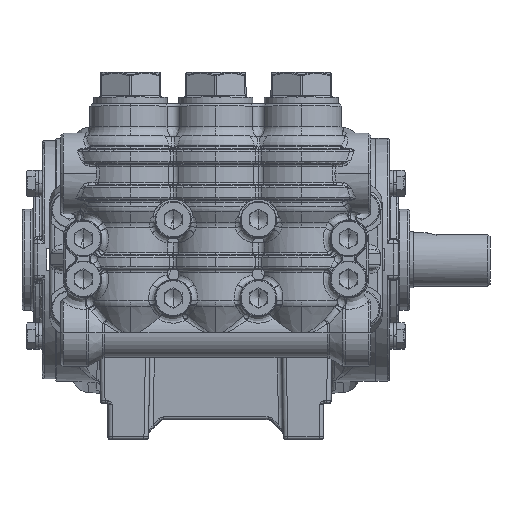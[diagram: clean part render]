
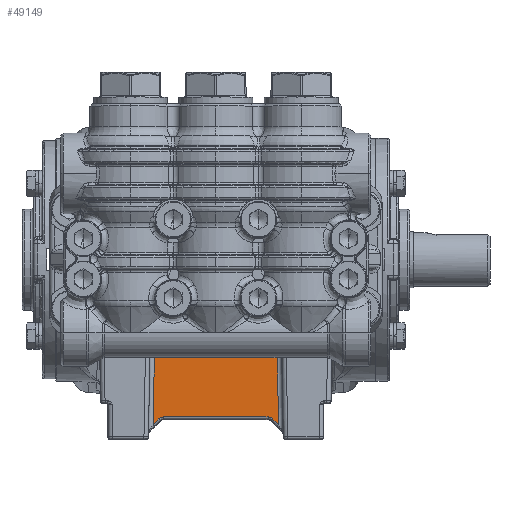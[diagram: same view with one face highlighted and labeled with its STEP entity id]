
A CAD part, top view. The second image highlights one B-rep face of the part: STEP entity #49149.
In plain terms, the highlighted planar face has unit normal (0, -0.018, 1).
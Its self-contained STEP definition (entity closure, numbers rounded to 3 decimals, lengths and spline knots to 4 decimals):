
#1681 = CARTESIAN_POINT ( 'NONE',  ( 1.0979, -2.8954, 4.2958 ) ) ;
#4489 = DIRECTION ( 'NONE',  ( 0.017, 1., 0.017 ) ) ;
#5697 = CARTESIAN_POINT ( 'NONE',  ( -1.0979, -2.8954, 4.2958 ) ) ;
#6237 = CARTESIAN_POINT ( 'NONE',  ( 0.914, -2.7604, 4.2981 ) ) ;
#9732 = DIRECTION ( 'NONE',  ( 0.707, -0.707, -0.012 ) ) ;
#10695 = CARTESIAN_POINT ( 'NONE',  ( -1.1264, -2.9239, 4.2953 ) ) ;
#10830 = DIRECTION ( 'NONE',  ( 0., -0.017, 1. ) ) ;
#12111 = VERTEX_POINT ( 'NONE', #35244 ) ;
#14149 = EDGE_CURVE ( 'NONE', #50547, #12111, #39299, .T. ) ;
#15045 =( BOUNDED_CURVE ( )  B_SPLINE_CURVE ( 3, ( #6237, #153907, #82836, #135574 ),
 .UNSPECIFIED., .F., .T. ) 
 B_SPLINE_CURVE_WITH_KNOTS ( ( 4, 4 ),
 ( 0., 0.7854 ),
 .UNSPECIFIED. ) 
 CURVE ( )  GEOMETRIC_REPRESENTATION_ITEM ( )  RATIONAL_B_SPLINE_CURVE ( ( 1., 0.949, 0.949, 1. ) ) 
 REPRESENTATION_ITEM ( '' )  );
#18073 = CARTESIAN_POINT ( 'NONE',  ( 1.0763, -1.6536, 4.3175 ) ) ;
#19204 = CARTESIAN_POINT ( 'NONE',  ( 0.3589, -1.6762, 4.3171 ) ) ;
#21015 = ORIENTED_EDGE ( 'NONE', *, *, #84483, .T. ) ;
#22117 = VERTEX_POINT ( 'NONE', #81484 ) ;
#22961 = CARTESIAN_POINT ( 'NONE',  ( 0.914, -2.7604, 4.2981 ) ) ;
#23374 = CARTESIAN_POINT ( 'NONE',  ( -0.9751, -2.7726, 4.2979 ) ) ;
#30896 = CARTESIAN_POINT ( 'NONE',  ( -1.0751, -1.5883, 4.3186 ) ) ;
#34077 = DIRECTION ( 'NONE',  ( 1., 0., 0. ) ) ;
#34476 = CARTESIAN_POINT ( 'NONE',  ( 0., -1.6762, 4.3171 ) ) ;
#35244 = CARTESIAN_POINT ( 'NONE',  ( -0.9976, -2.795, 4.2975 ) ) ;
#35747 = VERTEX_POINT ( 'NONE', #139555 ) ;
#38582 = ORIENTED_EDGE ( 'NONE', *, *, #47412, .F. ) ;
#39299 =( BOUNDED_CURVE ( )  B_SPLINE_CURVE ( 3, ( #149353, #88071, #23374, #75309 ),
 .UNSPECIFIED., .F., .F. ) 
 B_SPLINE_CURVE_WITH_KNOTS ( ( 4, 4 ),
 ( 0., 0.7854 ),
 .UNSPECIFIED. ) 
 CURVE ( )  GEOMETRIC_REPRESENTATION_ITEM ( )  RATIONAL_B_SPLINE_CURVE ( ( 1., 0.949, 0.949, 1. ) ) 
 REPRESENTATION_ITEM ( '' )  );
#41020 = ORIENTED_EDGE ( 'NONE', *, *, #136375, .T. ) ;
#43378 = B_SPLINE_CURVE_WITH_KNOTS ( 'NONE', 3,
 ( #96172, #80832, #120830, #119103 ),
 .UNSPECIFIED., .F., .F.,
 ( 4, 4 ),
 ( 0., 0.0273 ),
 .UNSPECIFIED. ) ;
#43656 = VECTOR ( 'NONE', #166442, 39.3701 ) ;
#47279 = CARTESIAN_POINT ( 'NONE',  ( 1.0763, -1.6536, 4.3175 ) ) ;
#47406 = VERTEX_POINT ( 'NONE', #1681 ) ;
#47412 = EDGE_CURVE ( 'NONE', #22117, #78451, #43378, .T. ) ;
#49149 = ADVANCED_FACE ( 'NONE', ( #101932 ), #164903, .T. ) ;
#50547 = VERTEX_POINT ( 'NONE', #148409 ) ;
#52342 = VERTEX_POINT ( 'NONE', #150828 ) ;
#63269 = ORIENTED_EDGE ( 'NONE', *, *, #124761, .F. ) ;
#63965 = ORIENTED_EDGE ( 'NONE', *, *, #75603, .F. ) ;
#65196 = CARTESIAN_POINT ( 'NONE',  ( 0., -1.6762, 4.3171 ) ) ;
#68321 = VECTOR ( 'NONE', #34077, 39.3701 ) ;
#70694 = ORIENTED_EDGE ( 'NONE', *, *, #125966, .T. ) ;
#70912 = VECTOR ( 'NONE', #4489, 39.3701 ) ;
#71758 = LINE ( 'NONE', #30896, #70912 ) ;
#75309 = CARTESIAN_POINT ( 'NONE',  ( -0.9976, -2.795, 4.2975 ) ) ;
#75603 = EDGE_CURVE ( 'NONE', #12111, #104957, #151953, .T. ) ;
#76366 = DIRECTION ( 'NONE',  ( 0., 1., 0.017 ) ) ;
#77846 = ORIENTED_EDGE ( 'NONE', *, *, #139897, .T. ) ;
#78451 = VERTEX_POINT ( 'NONE', #65196 ) ;
#80832 = CARTESIAN_POINT ( 'NONE',  ( -0.7177, -1.6684, 4.3172 ) ) ;
#81484 = CARTESIAN_POINT ( 'NONE',  ( -1.0763, -1.6536, 4.3175 ) ) ;
#82389 = ORIENTED_EDGE ( 'NONE', *, *, #14149, .F. ) ;
#82836 = CARTESIAN_POINT ( 'NONE',  ( 0.9751, -2.7726, 4.2979 ) ) ;
#84483 = EDGE_CURVE ( 'NONE', #47406, #168443, #100246, .T. ) ;
#86284 = VECTOR ( 'NONE', #9732, 39.3701 ) ;
#88071 = CARTESIAN_POINT ( 'NONE',  ( -0.9458, -2.7604, 4.2981 ) ) ;
#90362 = EDGE_CURVE ( 'NONE', #52342, #35747, #15045, .T. ) ;
#96172 = CARTESIAN_POINT ( 'NONE',  ( -1.0763, -1.6536, 4.3175 ) ) ;
#100246 = LINE ( 'NONE', #165729, #160951 ) ;
#100419 = LINE ( 'NONE', #22961, #68321 ) ;
#101932 = FACE_OUTER_BOUND ( 'NONE', #101961, .T. ) ;
#101961 = EDGE_LOOP ( 'NONE', ( #107027, #41020, #21015, #77846, #38582, #63269, #63965, #82389, #70694 ) ) ;
#104957 = VERTEX_POINT ( 'NONE', #5697 ) ;
#107027 = ORIENTED_EDGE ( 'NONE', *, *, #90362, .T. ) ;
#119103 = CARTESIAN_POINT ( 'NONE',  ( 0., -1.6762, 4.3171 ) ) ;
#120830 = CARTESIAN_POINT ( 'NONE',  ( -0.3589, -1.6762, 4.3171 ) ) ;
#124634 = CARTESIAN_POINT ( 'NONE',  ( 1.1264, -2.9239, 4.2953 ) ) ;
#124761 = EDGE_CURVE ( 'NONE', #104957, #22117, #71758, .T. ) ;
#125778 = CARTESIAN_POINT ( 'NONE',  ( 1.1811, -3.1496, 4.2913 ) ) ;
#125966 = EDGE_CURVE ( 'NONE', #50547, #52342, #100419, .T. ) ;
#126316 = LINE ( 'NONE', #124634, #86284 ) ;
#126582 = DIRECTION ( 'NONE',  ( -0.017, 1., 0.017 ) ) ;
#135574 = CARTESIAN_POINT ( 'NONE',  ( 0.9976, -2.795, 4.2975 ) ) ;
#136375 = EDGE_CURVE ( 'NONE', #35747, #47406, #126316, .T. ) ;
#136636 = CARTESIAN_POINT ( 'NONE',  ( 0.7177, -1.6684, 4.3172 ) ) ;
#139555 = CARTESIAN_POINT ( 'NONE',  ( 0.9976, -2.795, 4.2975 ) ) ;
#139897 = EDGE_CURVE ( 'NONE', #168443, #78451, #162461, .T. ) ;
#148409 = CARTESIAN_POINT ( 'NONE',  ( -0.914, -2.7604, 4.2981 ) ) ;
#149353 = CARTESIAN_POINT ( 'NONE',  ( -0.914, -2.7604, 4.2981 ) ) ;
#150828 = CARTESIAN_POINT ( 'NONE',  ( 0.914, -2.7604, 4.2981 ) ) ;
#151953 = LINE ( 'NONE', #10695, #43656 ) ;
#153907 = CARTESIAN_POINT ( 'NONE',  ( 0.9458, -2.7604, 4.2981 ) ) ;
#160951 = VECTOR ( 'NONE', #126582, 39.3701 ) ;
#162351 = AXIS2_PLACEMENT_3D ( 'NONE', #125778, #10830, #76366 ) ;
#162461 = B_SPLINE_CURVE_WITH_KNOTS ( 'NONE', 3,
 ( #47279, #136636, #19204, #34476 ),
 .UNSPECIFIED., .F., .F.,
 ( 4, 4 ),
 ( 0., 0.0273 ),
 .UNSPECIFIED. ) ;
#164903 = PLANE ( 'NONE',  #162351 ) ;
#165729 = CARTESIAN_POINT ( 'NONE',  ( 1.0751, -1.5883, 4.3186 ) ) ;
#166442 = DIRECTION ( 'NONE',  ( -0.707, -0.707, -0.012 ) ) ;
#168443 = VERTEX_POINT ( 'NONE', #18073 ) ;
